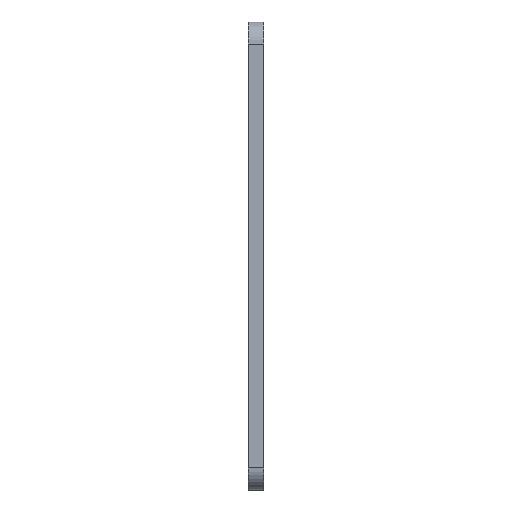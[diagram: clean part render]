
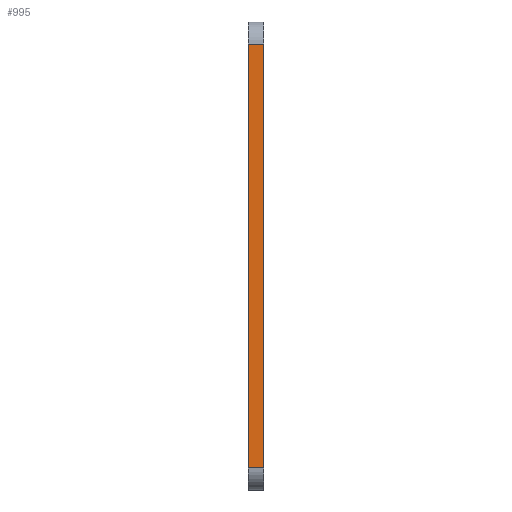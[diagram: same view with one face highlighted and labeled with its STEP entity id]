
A CAD part, left-side view. The second image highlights one B-rep face of the part: STEP entity #995.
In plain terms, the highlighted planar face has unit normal (-1, 0, 0).
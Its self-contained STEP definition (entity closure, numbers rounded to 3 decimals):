
#25 = CARTESIAN_POINT ( 'NONE',  ( 0., 0., -80. ) ) ;
#60 = DIRECTION ( 'NONE',  ( 0., 0., -1. ) ) ;
#173 = LINE ( 'NONE', #588, #1194 ) ;
#211 = ORIENTED_EDGE ( 'NONE', *, *, #1271, .F. ) ;
#315 = EDGE_LOOP ( 'NONE', ( #1003, #1470, #211, #745 ) ) ;
#375 = VECTOR ( 'NONE', #1547, 1000. ) ;
#525 = VERTEX_POINT ( 'NONE', #25 ) ;
#588 = CARTESIAN_POINT ( 'NONE',  ( 0., 0., -4. ) ) ;
#729 = VECTOR ( 'NONE', #1078, 1000. ) ;
#745 = ORIENTED_EDGE ( 'NONE', *, *, #1047, .T. ) ;
#785 = CARTESIAN_POINT ( 'NONE',  ( 0., 2.8, -80. ) ) ;
#801 = VERTEX_POINT ( 'NONE', #1440 ) ;
#831 = VECTOR ( 'NONE', #1555, 1000. ) ;
#989 = LINE ( 'NONE', #1427, #375 ) ;
#995 = ADVANCED_FACE ( 'NONE', ( #1017 ), #1291, .F. ) ;
#1003 = ORIENTED_EDGE ( 'NONE', *, *, #1666, .T. ) ;
#1017 = FACE_OUTER_BOUND ( 'NONE', #315, .T. ) ;
#1034 = EDGE_CURVE ( 'NONE', #1111, #801, #989, .T. ) ;
#1047 = EDGE_CURVE ( 'NONE', #1560, #525, #1710, .T. ) ;
#1078 = DIRECTION ( 'NONE',  ( 0., 0., 1. ) ) ;
#1111 = VERTEX_POINT ( 'NONE', #1464 ) ;
#1194 = VECTOR ( 'NONE', #1392, 1000. ) ;
#1271 = EDGE_CURVE ( 'NONE', #1560, #1111, #1751, .T. ) ;
#1291 = PLANE ( 'NONE',  #1634 ) ;
#1392 = DIRECTION ( 'NONE',  ( 0., 0., 1. ) ) ;
#1427 = CARTESIAN_POINT ( 'NONE',  ( 0., 2.8, -4. ) ) ;
#1440 = CARTESIAN_POINT ( 'NONE',  ( 0., 0., -4. ) ) ;
#1464 = CARTESIAN_POINT ( 'NONE',  ( 0., 2.8, -4. ) ) ;
#1470 = ORIENTED_EDGE ( 'NONE', *, *, #1034, .F. ) ;
#1537 = CARTESIAN_POINT ( 'NONE',  ( 0., 2.8, -80. ) ) ;
#1547 = DIRECTION ( 'NONE',  ( 0., -1., 0. ) ) ;
#1555 = DIRECTION ( 'NONE',  ( 0., -1., 0. ) ) ;
#1560 = VERTEX_POINT ( 'NONE', #785 ) ;
#1564 = CARTESIAN_POINT ( 'NONE',  ( 0., 2.8, -4. ) ) ;
#1634 = AXIS2_PLACEMENT_3D ( 'NONE', #1564, #1694, #60 ) ;
#1647 = CARTESIAN_POINT ( 'NONE',  ( 0., 2.8, -4. ) ) ;
#1666 = EDGE_CURVE ( 'NONE', #525, #801, #173, .T. ) ;
#1694 = DIRECTION ( 'NONE',  ( 1., 0., 0. ) ) ;
#1710 = LINE ( 'NONE', #1537, #831 ) ;
#1751 = LINE ( 'NONE', #1647, #729 ) ;
